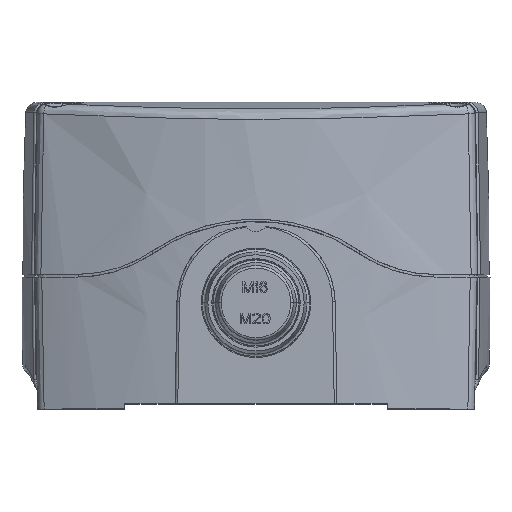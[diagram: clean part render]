
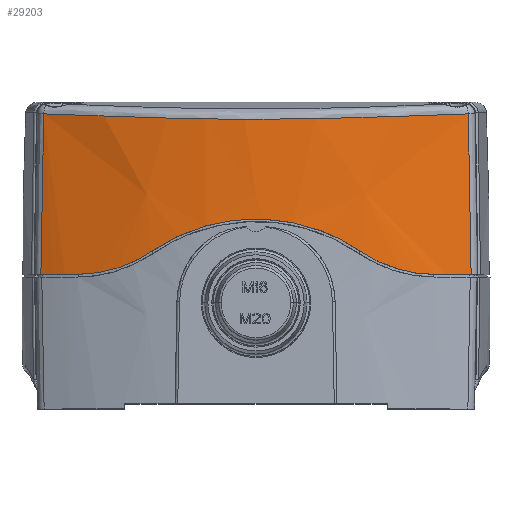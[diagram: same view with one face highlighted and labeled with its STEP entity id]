
A CAD part, top view. The second image highlights one B-rep face of the part: STEP entity #29203.
In plain terms, the highlighted conical face has half-angle 1 degrees and reference radius 103.822 mm.
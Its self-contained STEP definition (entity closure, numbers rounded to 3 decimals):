
#23038=CARTESIAN_POINT('',(0.,0.,-61.7));
#23039=DIRECTION('',(0.,1.,0.));
#23040=DIRECTION('',(0.326,0.,0.945));
#23041=AXIS2_PLACEMENT_3D('',#23038,#23039,#23040);
#23059=CARTESIAN_POINT('',(0.,0.,-61.7));
#23060=DIRECTION('',(0.,1.,0.));
#23061=DIRECTION('',(-0.392,0.,0.92));
#23062=AXIS2_PLACEMENT_3D('',#23059,#23060,#23061);
#23346=CARTESIAN_POINT('',(40.244,30.438,33.716));
#23347=CARTESIAN_POINT('',(37.408,30.346,34.914));
#23348=CARTESIAN_POINT('',(31.635,30.131,37.055));
#23349=CARTESIAN_POINT('',(22.729,29.798,39.482));
#23350=CARTESIAN_POINT('',(13.687,29.534,41.1));
#23351=CARTESIAN_POINT('',(4.569,29.39,41.908));
#23352=CARTESIAN_POINT('',(-4.569,29.39,
41.908));
#23353=CARTESIAN_POINT('',(-13.687,29.534,
41.1));
#23354=CARTESIAN_POINT('',(-22.729,29.798,
39.482));
#23355=CARTESIAN_POINT('',(-31.636,30.131,
37.055));
#23356=CARTESIAN_POINT('',(-37.408,30.346,
34.914));
#23357=CARTESIAN_POINT('',(-40.244,30.438,
33.716));
#24640=CARTESIAN_POINT('',(40.782,0.,
34.065));
#24642=CARTESIAN_POINT('',(40.244,30.438,33.716));
#24643=CARTESIAN_POINT('',(40.304,27.055,33.755));
#24644=CARTESIAN_POINT('',(40.423,20.282,33.833));
#24645=CARTESIAN_POINT('',(40.603,10.137,33.949));
#24646=CARTESIAN_POINT('',(40.722,3.378,34.027));
#24647=CARTESIAN_POINT('',(40.782,0.,
34.065));
#24685=CARTESIAN_POINT('',(19.78,4.375,40.413));
#24686=CARTESIAN_POINT('',(20.304,4.016,40.318));
#24687=CARTESIAN_POINT('',(21.379,3.338,40.113));
#24688=CARTESIAN_POINT('',(23.058,2.451,39.762));
#24689=CARTESIAN_POINT('',(24.791,1.696,39.367));
#24690=CARTESIAN_POINT('',(26.566,1.078,38.926));
#24691=CARTESIAN_POINT('',(28.37,0.597,
38.442));
#24692=CARTESIAN_POINT('',(30.198,0.254,
37.912));
#24693=CARTESIAN_POINT('',(32.044,0.046,
37.338));
#24694=CARTESIAN_POINT('',(33.286,0.,36.924));
#24695=CARTESIAN_POINT('',(33.908,0.,36.709));
#24697=CARTESIAN_POINT('',(-19.78,4.375,40.413));
#24698=CARTESIAN_POINT('',(-18.469,5.273,
40.651));
#24699=CARTESIAN_POINT('',(-15.743,6.877,
41.098));
#24700=CARTESIAN_POINT('',(-11.429,8.69,
41.637));
#24701=CARTESIAN_POINT('',(-6.944,9.909,
42.015));
#24702=CARTESIAN_POINT('',(-2.34,10.525,
42.212));
#24703=CARTESIAN_POINT('',(2.34,10.525,42.212));
#24704=CARTESIAN_POINT('',(6.943,9.909,42.015));
#24705=CARTESIAN_POINT('',(11.429,8.691,41.637));
#24706=CARTESIAN_POINT('',(15.743,6.877,41.098));
#24707=CARTESIAN_POINT('',(18.469,5.273,40.651));
#24708=CARTESIAN_POINT('',(19.78,4.375,40.413));
#24710=CARTESIAN_POINT('',(-33.908,0.,36.709));
#24711=CARTESIAN_POINT('',(-33.285,0.,36.924));
#24712=CARTESIAN_POINT('',(-32.038,0.047,
37.34));
#24713=CARTESIAN_POINT('',(-30.178,0.256,
37.918));
#24714=CARTESIAN_POINT('',(-28.338,0.604,
38.451));
#24715=CARTESIAN_POINT('',(-26.529,1.089,
38.936));
#24716=CARTESIAN_POINT('',(-24.761,1.708,
39.374));
#24717=CARTESIAN_POINT('',(-23.04,2.46,
39.766));
#24718=CARTESIAN_POINT('',(-21.374,3.341,
40.114));
#24719=CARTESIAN_POINT('',(-20.303,4.016,
40.318));
#24720=CARTESIAN_POINT('',(-19.78,4.375,40.413));
#24722=CARTESIAN_POINT('',(-40.244,30.438,
33.716));
#24723=CARTESIAN_POINT('',(-40.304,27.055,
33.755));
#24724=CARTESIAN_POINT('',(-40.423,20.282,
33.833));
#24725=CARTESIAN_POINT('',(-40.603,10.137,
33.949));
#24726=CARTESIAN_POINT('',(-40.722,3.378,
34.027));
#24727=CARTESIAN_POINT('',(-40.782,0.,
34.065));
#24729=CARTESIAN_POINT('',(-40.782,0.,
34.065));
#25783=VERTEX_POINT('',#24729);
#25786=VERTEX_POINT('',#24640);
#25829=VERTEX_POINT('',#24685);
#25830=VERTEX_POINT('',#24695);
#25831=VERTEX_POINT('',#24697);
#25832=VERTEX_POINT('',#24710);
#25927=VERTEX_POINT('',#23346);
#25928=VERTEX_POINT('',#23357);
#29187=CARTESIAN_POINT('',(0.,15.217,-61.7));
#29188=DIRECTION('',(0.,-1.,0.));
#29189=DIRECTION('',(-1.,0.,0.));
#29190=AXIS2_PLACEMENT_3D('',#29187,#29188,#29189);
#29191=CONICAL_SURFACE('',#29190,103.822,1.);
#29192=ORIENTED_EDGE('',*,*,#28071,.F.);
#29193=ORIENTED_EDGE('',*,*,#28266,.F.);
#29194=ORIENTED_EDGE('',*,*,#27905,.F.);
#29195=ORIENTED_EDGE('',*,*,#26246,.F.);
#29197=ORIENTED_EDGE('',*,*,#29196,.F.);
#29198=ORIENTED_EDGE('',*,*,#26682,.F.);
#29199=ORIENTED_EDGE('',*,*,#29067,.T.);
#29200=ORIENTED_EDGE('',*,*,#26210,.F.);
#29201=EDGE_LOOP('',(#29192,#29193,#29194,#29195,#29197,#29198,#29199,#29200));
#29202=FACE_OUTER_BOUND('',#29201,.F.);
#29203=ADVANCED_FACE('',(#29202),#29191,.T.);
#23042=CIRCLE('',#23041,104.087);
#23063=CIRCLE('',#23062,104.087);
#23358=B_SPLINE_CURVE_WITH_KNOTS('',3,(#23346,#23347,#23348,#23349,#23350,
#23351,#23352,#23353,#23354,#23355,#23356,#23357),.UNSPECIFIED.,.F.,.F.,(4,1,1,
1,1,1,1,1,1,4),(0.,0.111,0.222,0.333,
0.444,0.556,0.667,0.778,
0.889,1.),.UNSPECIFIED.);
#24648=B_SPLINE_CURVE_WITH_KNOTS('',3,(#24642,#24643,#24644,#24645,#24646,
#24647),.UNSPECIFIED.,.F.,.F.,(4,1,1,4),(0.,0.333,
0.667,1.),.UNSPECIFIED.);
#24696=B_SPLINE_CURVE_WITH_KNOTS('',3,(#24685,#24686,#24687,#24688,#24689,
#24690,#24691,#24692,#24693,#24694,#24695),.UNSPECIFIED.,.F.,.F.,(4,1,1,1,1,1,1,
1,4),(0.,0.125,0.25,0.375,0.5,0.625,0.75,0.875,1.),
.UNSPECIFIED.);
#24709=B_SPLINE_CURVE_WITH_KNOTS('',3,(#24697,#24698,#24699,#24700,#24701,
#24702,#24703,#24704,#24705,#24706,#24707,#24708),.UNSPECIFIED.,.F.,.F.,(4,1,1,
1,1,1,1,1,1,4),(0.,0.111,0.222,0.333,
0.444,0.556,0.667,0.778,
0.889,1.),.UNSPECIFIED.);
#24721=B_SPLINE_CURVE_WITH_KNOTS('',3,(#24710,#24711,#24712,#24713,#24714,
#24715,#24716,#24717,#24718,#24719,#24720),.UNSPECIFIED.,.F.,.F.,(4,1,1,1,1,1,1,
1,4),(0.,0.125,0.25,0.375,0.5,0.625,0.75,0.875,1.),
.UNSPECIFIED.);
#24728=B_SPLINE_CURVE_WITH_KNOTS('',3,(#24722,#24723,#24724,#24725,#24726,
#24727),.UNSPECIFIED.,.F.,.F.,(4,1,1,4),(0.,0.333,
0.667,1.),.UNSPECIFIED.);
#26210=EDGE_CURVE('',#25830,#25786,#23042,.T.);
#26246=EDGE_CURVE('',#25783,#25832,#23063,.T.);
#26682=EDGE_CURVE('',#25927,#25928,#23358,.T.);
#27905=EDGE_CURVE('',#25832,#25831,#24721,.T.);
#28071=EDGE_CURVE('',#25829,#25830,#24696,.T.);
#28266=EDGE_CURVE('',#25831,#25829,#24709,.T.);
#29067=EDGE_CURVE('',#25927,#25786,#24648,.T.);
#29196=EDGE_CURVE('',#25928,#25783,#24728,.T.);
